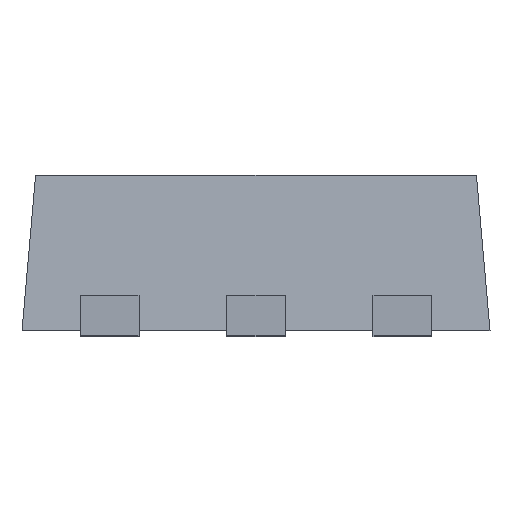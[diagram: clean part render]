
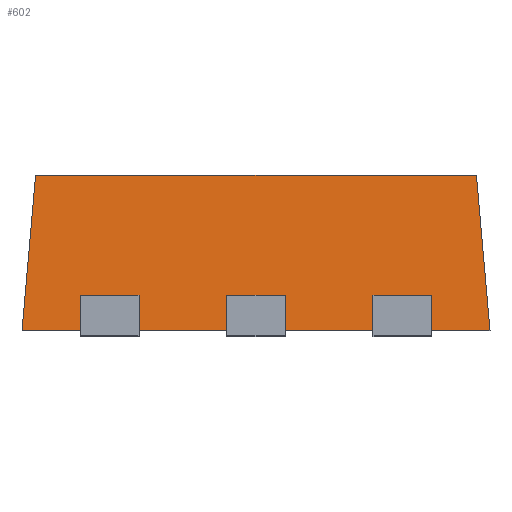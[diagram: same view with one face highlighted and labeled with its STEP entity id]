
A CAD part, top view. The second image highlights one B-rep face of the part: STEP entity #602.
In plain terms, the highlighted planar face has unit normal (0, 0.087, 0.996).
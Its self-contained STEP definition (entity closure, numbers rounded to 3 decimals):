
#8 = VECTOR ( 'NONE', #365, 1000. ) ;
#29 = CARTESIAN_POINT ( 'NONE',  ( -0.8, 0.12, 0.59 ) ) ;
#32 = CARTESIAN_POINT ( 'NONE',  ( -0.6, 0.12, 0.59 ) ) ;
#37 = EDGE_CURVE ( 'NONE', #630, #288, #1182, .T. ) ;
#40 = ORIENTED_EDGE ( 'NONE', *, *, #693, .T. ) ;
#44 = CARTESIAN_POINT ( 'NONE',  ( -0.1, 0.12, 0.59 ) ) ;
#63 = ORIENTED_EDGE ( 'NONE', *, *, #673, .T. ) ;
#77 = CARTESIAN_POINT ( 'NONE',  ( 0.4, 0., 0.6 ) ) ;
#79 = CARTESIAN_POINT ( 'NONE',  ( 0., 0.53, 0.554 ) ) ;
#107 = LINE ( 'NONE', #1478, #1315 ) ;
#126 = VERTEX_POINT ( 'NONE', #257 ) ;
#135 = EDGE_CURVE ( 'NONE', #288, #739, #822, .T. ) ;
#142 = LINE ( 'NONE', #945, #8 ) ;
#161 = EDGE_CURVE ( 'NONE', #982, #892, #754, .T. ) ;
#164 = VECTOR ( 'NONE', #482, 1000. ) ;
#170 = ORIENTED_EDGE ( 'NONE', *, *, #286, .T. ) ;
#200 = EDGE_CURVE ( 'NONE', #722, #1352, #392, .T. ) ;
#226 = EDGE_CURVE ( 'NONE', #1308, #290, #864, .T. ) ;
#231 = CARTESIAN_POINT ( 'NONE',  ( -0.8, 0., 0.6 ) ) ;
#242 = CARTESIAN_POINT ( 'NONE',  ( 0.8, 0., 0.6 ) ) ;
#257 = CARTESIAN_POINT ( 'NONE',  ( -0.6, 0., 0.6 ) ) ;
#260 = CARTESIAN_POINT ( 'NONE',  ( -0.8, 0., 0.6 ) ) ;
#272 = EDGE_CURVE ( 'NONE', #1352, #982, #107, .T. ) ;
#286 = EDGE_CURVE ( 'NONE', #290, #504, #450, .T. ) ;
#288 = VERTEX_POINT ( 'NONE', #901 ) ;
#290 = VERTEX_POINT ( 'NONE', #1254 ) ;
#313 = CARTESIAN_POINT ( 'NONE',  ( 0.1, 0., 0.6 ) ) ;
#327 = ORIENTED_EDGE ( 'NONE', *, *, #397, .T. ) ;
#330 = VECTOR ( 'NONE', #1244, 1000. ) ;
#333 = DIRECTION ( 'NONE',  ( 1., 0., 0. ) ) ;
#347 = VERTEX_POINT ( 'NONE', #696 ) ;
#355 = EDGE_CURVE ( 'NONE', #739, #646, #466, .T. ) ;
#361 = CARTESIAN_POINT ( 'NONE',  ( -0.4, 0.12, 0.59 ) ) ;
#365 = DIRECTION ( 'NONE',  ( 0., 0.996, -0.087 ) ) ;
#367 = DIRECTION ( 'NONE',  ( 1., 0., 0. ) ) ;
#371 = EDGE_CURVE ( 'NONE', #646, #722, #936, .T. ) ;
#392 = LINE ( 'NONE', #517, #595 ) ;
#395 = CARTESIAN_POINT ( 'NONE',  ( -0.1, 0., 0.6 ) ) ;
#397 = EDGE_CURVE ( 'NONE', #347, #126, #1052, .T. ) ;
#412 = DIRECTION ( 'NONE',  ( -1., 0., 0. ) ) ;
#435 = ORIENTED_EDGE ( 'NONE', *, *, #371, .T. ) ;
#438 = DIRECTION ( 'NONE',  ( 1., 0., 0. ) ) ;
#450 = LINE ( 'NONE', #792, #572 ) ;
#453 = CARTESIAN_POINT ( 'NONE',  ( 0.754, 0.53, 0.554 ) ) ;
#458 = CARTESIAN_POINT ( 'NONE',  ( 0.6, 0., 0.6 ) ) ;
#466 = LINE ( 'NONE', #708, #977 ) ;
#479 = DIRECTION ( 'NONE',  ( 1., 0., 0. ) ) ;
#482 = DIRECTION ( 'NONE',  ( 1., 0., 0. ) ) ;
#491 = CARTESIAN_POINT ( 'NONE',  ( -0.4, 0., 0.6 ) ) ;
#504 = VERTEX_POINT ( 'NONE', #968 ) ;
#510 = EDGE_CURVE ( 'NONE', #1308, #892, #1071, .T. ) ;
#517 = CARTESIAN_POINT ( 'NONE',  ( 0.1, 0., 0.6 ) ) ;
#519 = LINE ( 'NONE', #878, #1230 ) ;
#520 = ORIENTED_EDGE ( 'NONE', *, *, #226, .T. ) ;
#561 = DIRECTION ( 'NONE',  ( 1., 0., 0. ) ) ;
#567 = DIRECTION ( 'NONE',  ( 0., 0.087, 0.996 ) ) ;
#571 = PLANE ( 'NONE',  #1196 ) ;
#572 = VECTOR ( 'NONE', #333, 1000. ) ;
#595 = VECTOR ( 'NONE', #962, 1000. ) ;
#602 = ADVANCED_FACE ( 'NONE', ( #1370 ), #571, .T. ) ;
#629 = DIRECTION ( 'NONE',  ( -1., 0., 0. ) ) ;
#630 = VERTEX_POINT ( 'NONE', #361 ) ;
#639 = ORIENTED_EDGE ( 'NONE', *, *, #1401, .F. ) ;
#645 = VECTOR ( 'NONE', #479, 1000. ) ;
#646 = VERTEX_POINT ( 'NONE', #44 ) ;
#673 = EDGE_CURVE ( 'NONE', #126, #1001, #142, .T. ) ;
#678 = ORIENTED_EDGE ( 'NONE', *, *, #272, .T. ) ;
#693 = EDGE_CURVE ( 'NONE', #1171, #347, #735, .T. ) ;
#696 = CARTESIAN_POINT ( 'NONE',  ( -0.8, 0., 0.6 ) ) ;
#704 = LINE ( 'NONE', #242, #1417 ) ;
#708 = CARTESIAN_POINT ( 'NONE',  ( -0.1, 0., 0.6 ) ) ;
#722 = VERTEX_POINT ( 'NONE', #850 ) ;
#735 = LINE ( 'NONE', #260, #1031 ) ;
#739 = VERTEX_POINT ( 'NONE', #395 ) ;
#745 = ORIENTED_EDGE ( 'NONE', *, *, #161, .T. ) ;
#754 = LINE ( 'NONE', #77, #854 ) ;
#757 = LINE ( 'NONE', #79, #796 ) ;
#764 = VECTOR ( 'NONE', #1053, 1000. ) ;
#792 = CARTESIAN_POINT ( 'NONE',  ( -0.8, 0., 0.6 ) ) ;
#796 = VECTOR ( 'NONE', #438, 1000. ) ;
#815 = CARTESIAN_POINT ( 'NONE',  ( -0.8, 0., 0.6 ) ) ;
#822 = LINE ( 'NONE', #1153, #164 ) ;
#850 = CARTESIAN_POINT ( 'NONE',  ( 0.1, 0.12, 0.59 ) ) ;
#854 = VECTOR ( 'NONE', #1079, 1000. ) ;
#864 = LINE ( 'NONE', #458, #330 ) ;
#878 = CARTESIAN_POINT ( 'NONE',  ( -0.8, 0.12, 0.59 ) ) ;
#887 = VERTEX_POINT ( 'NONE', #453 ) ;
#892 = VERTEX_POINT ( 'NONE', #903 ) ;
#901 = CARTESIAN_POINT ( 'NONE',  ( -0.4, 0., 0.6 ) ) ;
#903 = CARTESIAN_POINT ( 'NONE',  ( 0.4, 0.12, 0.59 ) ) ;
#922 = DIRECTION ( 'NONE',  ( 0.087, -0.992, 0.087 ) ) ;
#936 = LINE ( 'NONE', #29, #645 ) ;
#940 = ORIENTED_EDGE ( 'NONE', *, *, #200, .T. ) ;
#945 = CARTESIAN_POINT ( 'NONE',  ( -0.6, 0., 0.6 ) ) ;
#950 = VECTOR ( 'NONE', #367, 1000. ) ;
#962 = DIRECTION ( 'NONE',  ( 0., -0.996, 0.087 ) ) ;
#968 = CARTESIAN_POINT ( 'NONE',  ( 0.8, 0., 0.6 ) ) ;
#975 = EDGE_LOOP ( 'NONE', ( #1462, #520, #170, #1280, #639, #40, #327, #63, #1038, #1210, #980, #1267, #435, #940, #678, #745 ) ) ;
#977 = VECTOR ( 'NONE', #1044, 1000. ) ;
#980 = ORIENTED_EDGE ( 'NONE', *, *, #135, .T. ) ;
#982 = VERTEX_POINT ( 'NONE', #1154 ) ;
#1001 = VERTEX_POINT ( 'NONE', #32 ) ;
#1031 = VECTOR ( 'NONE', #1168, 1000. ) ;
#1038 = ORIENTED_EDGE ( 'NONE', *, *, #1373, .F. ) ;
#1044 = DIRECTION ( 'NONE',  ( 0., 0.996, -0.087 ) ) ;
#1052 = LINE ( 'NONE', #815, #950 ) ;
#1053 = DIRECTION ( 'NONE',  ( 0., -0.996, 0.087 ) ) ;
#1071 = LINE ( 'NONE', #1086, #1340 ) ;
#1079 = DIRECTION ( 'NONE',  ( 0., 0.996, -0.087 ) ) ;
#1086 = CARTESIAN_POINT ( 'NONE',  ( -0.8, 0.12, 0.59 ) ) ;
#1134 = DIRECTION ( 'NONE',  ( 0., -0.996, 0.087 ) ) ;
#1153 = CARTESIAN_POINT ( 'NONE',  ( -0.8, 0., 0.6 ) ) ;
#1154 = CARTESIAN_POINT ( 'NONE',  ( 0.4, 0., 0.6 ) ) ;
#1168 = DIRECTION ( 'NONE',  ( -0.087, -0.992, 0.087 ) ) ;
#1171 = VERTEX_POINT ( 'NONE', #1306 ) ;
#1182 = LINE ( 'NONE', #491, #764 ) ;
#1196 = AXIS2_PLACEMENT_3D ( 'NONE', #231, #567, #1134 ) ;
#1210 = ORIENTED_EDGE ( 'NONE', *, *, #37, .T. ) ;
#1230 = VECTOR ( 'NONE', #412, 1000. ) ;
#1244 = DIRECTION ( 'NONE',  ( 0., -0.996, 0.087 ) ) ;
#1254 = CARTESIAN_POINT ( 'NONE',  ( 0.6, 0., 0.6 ) ) ;
#1267 = ORIENTED_EDGE ( 'NONE', *, *, #355, .T. ) ;
#1280 = ORIENTED_EDGE ( 'NONE', *, *, #1446, .F. ) ;
#1306 = CARTESIAN_POINT ( 'NONE',  ( -0.754, 0.53, 0.554 ) ) ;
#1308 = VERTEX_POINT ( 'NONE', #1326 ) ;
#1315 = VECTOR ( 'NONE', #561, 1000. ) ;
#1326 = CARTESIAN_POINT ( 'NONE',  ( 0.6, 0.12, 0.59 ) ) ;
#1340 = VECTOR ( 'NONE', #629, 1000. ) ;
#1352 = VERTEX_POINT ( 'NONE', #313 ) ;
#1370 = FACE_OUTER_BOUND ( 'NONE', #975, .T. ) ;
#1373 = EDGE_CURVE ( 'NONE', #630, #1001, #519, .T. ) ;
#1401 = EDGE_CURVE ( 'NONE', #1171, #887, #757, .T. ) ;
#1417 = VECTOR ( 'NONE', #922, 1000. ) ;
#1446 = EDGE_CURVE ( 'NONE', #887, #504, #704, .T. ) ;
#1462 = ORIENTED_EDGE ( 'NONE', *, *, #510, .F. ) ;
#1478 = CARTESIAN_POINT ( 'NONE',  ( -0.8, 0., 0.6 ) ) ;
